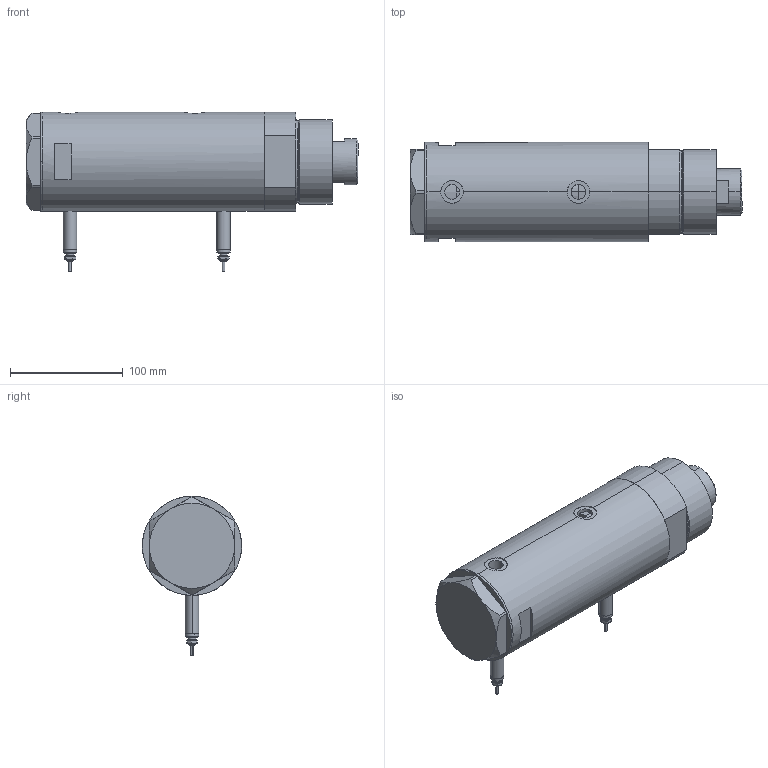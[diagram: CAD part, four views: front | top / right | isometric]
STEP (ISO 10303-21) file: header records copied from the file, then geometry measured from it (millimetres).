
FILE_DESCRIPTION (( 'STEP AP203' ), '1' );
FILE_NAME ('736f.STEP', '2024-09-30T12:34:35', ( '' ), ( '' ), 'SwSTEP 2.0', 'SolidWorks 2019', '' );
FILE_SCHEMA (( 'CONFIG_CONTROL_DESIGN' ));
Length unit declared in the file: millimetre
Products named in the file (6): V270CG_BACK 18a64f19a701e1dea3cdb7d071933d3b; V270CG_VC 18a64f19a701e1dea3cdb7d071933d3b; V270CG_FRONT 18a64f19a701e1dea3cdb7d071933d3b; Switch 18a64f19a701e1dea3cdb7d071933d3b; 736f; V270CG_MIDDLE 18a64f19a701e1dea3cdb7d071933d3b
Assembly tree (6 placements, depth 2):
  736f
    V270CG_MIDDLE 18a64f19a701e1dea3cdb7d071933d3b
    V270CG_BACK 18a64f19a701e1dea3cdb7d071933d3b
    V270CG_FRONT 18a64f19a701e1dea3cdb7d071933d3b
    V270CG_VC 18a64f19a701e1dea3cdb7d071933d3b
    Switch 18a64f19a701e1dea3cdb7d071933d3b  x2
Bounding box: 294.3 x 88 x 141.5 mm (x, y, z)
Volume: 1546555.5 mm3; surface area: 224809.2 mm2
Topology: 6 solids, 6 shells, 213 faces, 465 edges, 281 vertices
Faces by surface type: plane 80, cylinder 69, cone 40, torus 24
Entity records: 5985 total; most frequent: CARTESIAN_POINT 1596, DIRECTION 839, ORIENTED_EDGE 738, EDGE_CURVE 369, AXIS2_PLACEMENT_3D 352, VERTEX_POINT 225, EDGE_LOOP 188, CIRCLE 176
